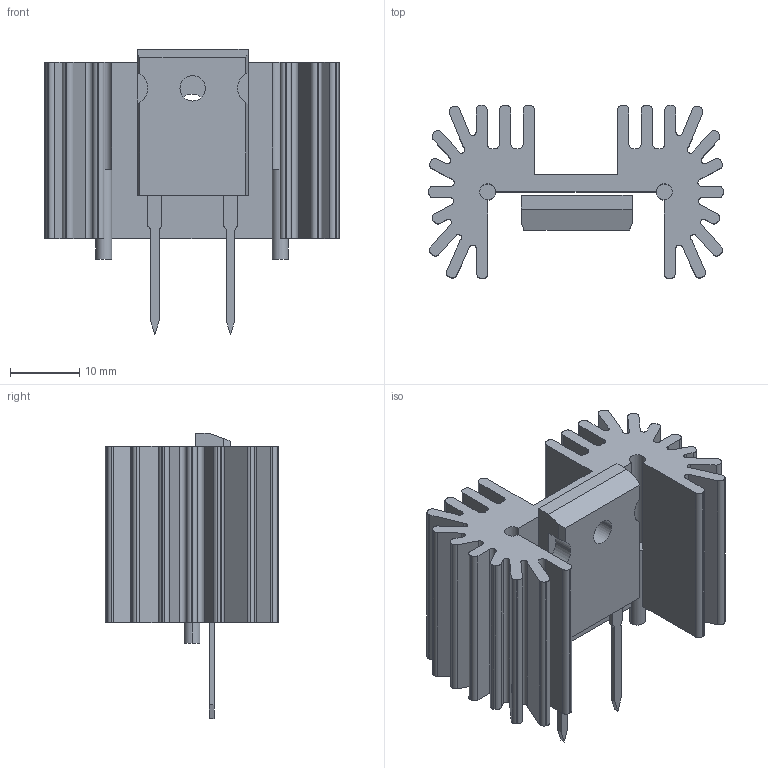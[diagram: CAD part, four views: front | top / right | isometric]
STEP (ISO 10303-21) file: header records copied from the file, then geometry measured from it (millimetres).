
FILE_DESCRIPTION(('FreeCAD Model'),'2;1');
FILE_NAME('R_1k_HS_TO247.step','2018-01-04T11:35:39',('kicad StepUp'),('ksu MCAD'), 'Open CASCADE STEP processor 6.8','FreeCAD','Unknown');
FILE_SCHEMA(('AUTOMOTIVE_DESIGN_CC2 { 1 2 10303 214 -1 1 5 4 }'));
Length unit declared in the file: millimetre
Products named in the file (1): R_1k_HS_TO247
Bounding box: 42.5 x 25 x 41.07 mm (x, y, z)
Volume: 12257.4 mm3; surface area: 10134.7 mm2
Topology: 2 solids, 2 shells, 207 faces, 597 edges, 396 vertices
Faces by surface type: plane 107, cylinder 100
Entity records: 25363 total; most frequent: CARTESIAN_POINT 12793, DIRECTION 1902, ORIENTED_EDGE 1194, PCURVE 1194, DEFINITIONAL_REPRESENTATION 1194, LINE 969, VECTOR 969, EDGE_CURVE 597
